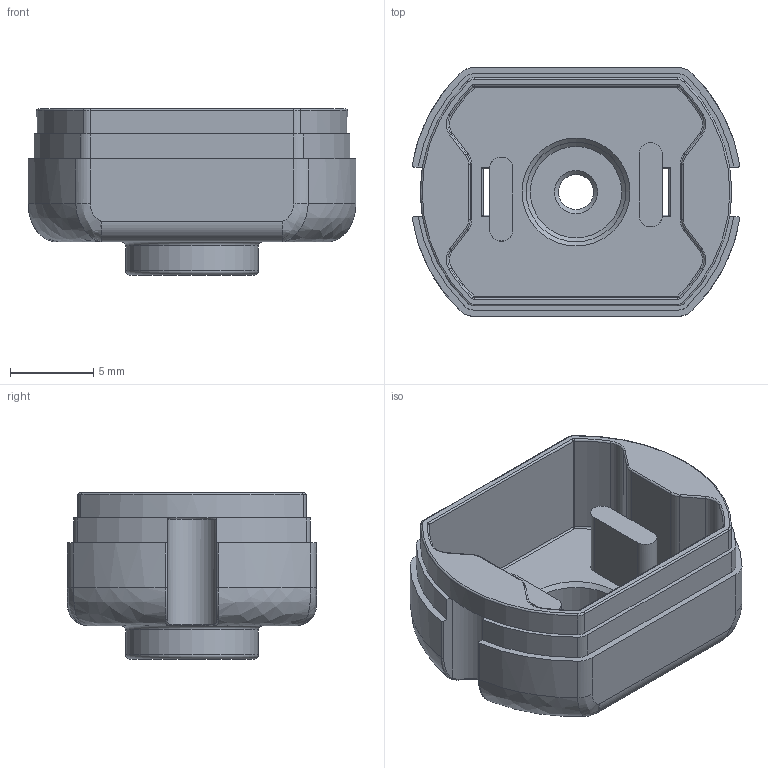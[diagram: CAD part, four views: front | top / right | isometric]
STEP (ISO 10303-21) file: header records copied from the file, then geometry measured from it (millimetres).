
FILE_DESCRIPTION (( 'STEP AP214' ), '1' );
FILE_NAME ('Part4.STEP', '2025-07-09T15:13:05', ( '' ), ( '' ), 'SwSTEP 2.0', 'SolidWorks 2025', '' );
FILE_SCHEMA (( 'AUTOMOTIVE_DESIGN' ));
Length unit declared in the file: millimetre
Products named in the file (1): Part4
Bounding box: 19.74 x 15 x 10 mm (x, y, z)
Volume: 883.9 mm3; surface area: 1536.4 mm2
Topology: 1 solids, 1 shells, 192 faces, 465 edges, 278 vertices
Faces by surface type: cylinder 83, plane 45, torus 45, bspline 16, cone 3
Full cylindrical faces by diameter (mm): 2.1 x1, 6 x1, 8 x1
Entity records: 6585 total; most frequent: CARTESIAN_POINT 2159, DIRECTION 956, ORIENTED_EDGE 908, EDGE_CURVE 454, AXIS2_PLACEMENT_3D 385, VERTEX_POINT 276, EDGE_LOOP 210, CIRCLE 208
